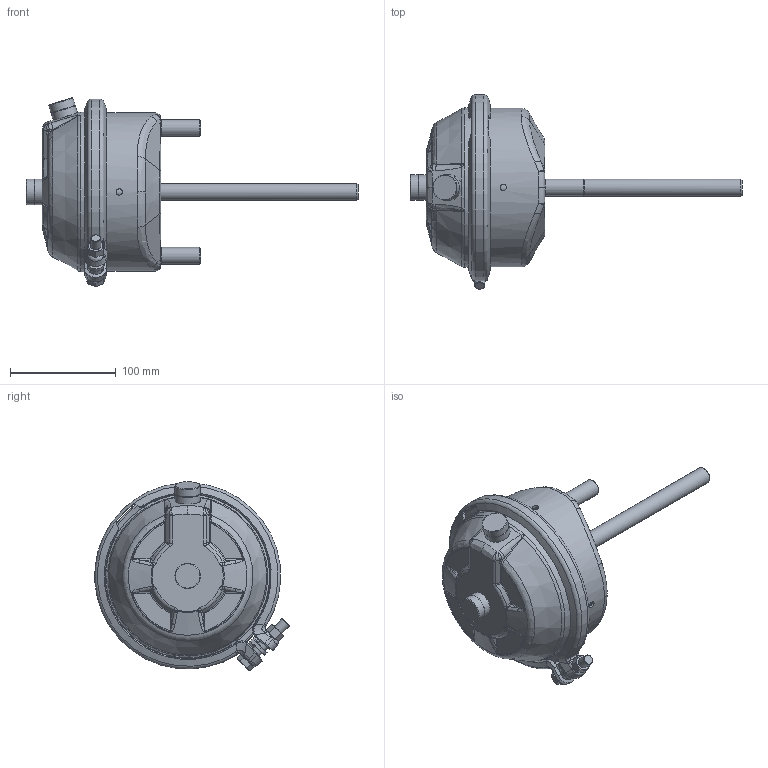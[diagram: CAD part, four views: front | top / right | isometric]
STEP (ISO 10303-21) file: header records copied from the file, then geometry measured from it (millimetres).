
FILE_DESCRIPTION( ( 'STEP AP214' ), '1' );
FILE_NAME( ' ', ' ', ( ' ' ), ( ' ' ), 'PSStep 11.0', 'VISI 17.0', ' ' );
FILE_SCHEMA( ( 'AUTOMOTIVE_DESIGN { 1 0 10303 214 1 1 1 1 }' ) );
Length unit declared in the file: millimetre
Products named in the file (1): 1
Bounding box: 313.9 x 183.73 x 178.17 mm (x, y, z)
Volume: 341858.9 mm3; surface area: 214273.3 mm2
Topology: 1 solids, 3 shells, 676 faces, 1704 edges, 989 vertices
Faces by surface type: bspline 290, plane 123, cylinder 103, cone 80, torus 48, sphere 32
Full cylindrical faces by diameter (mm): 6 x4, 9.756 x2, 14.87 x2, 15.85 x2, 16 x1, 24 x4, 32.5 x1, 145 x1, 146 x1, 150 x1, 151 x1, 167 x2
Entity records: 47533 total; most frequent: CARTESIAN_POINT 29248, ORIENTED_EDGE 3208, DIRECTION 1668, EDGE_CURVE 1604, B_SPLINE_CURVE_WITH_KNOTS 1027, VERTEX_POINT 976, EDGE_LOOP 736, AXIS2_PLACEMENT_3D 704
